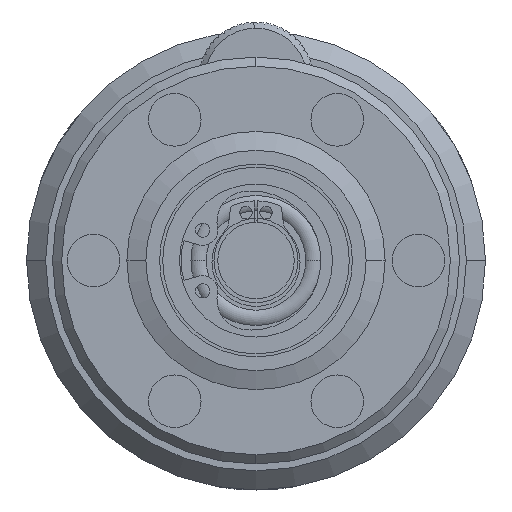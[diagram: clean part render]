
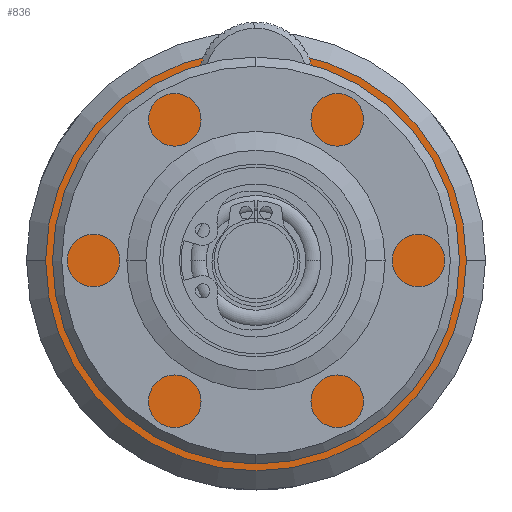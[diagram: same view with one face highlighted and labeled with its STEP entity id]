
A CAD part, front view. The second image highlights one B-rep face of the part: STEP entity #836.
In plain terms, the highlighted planar face has unit normal (0, -1, 0).
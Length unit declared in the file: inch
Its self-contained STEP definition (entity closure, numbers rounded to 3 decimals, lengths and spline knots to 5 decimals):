
#74 = VERTEX_POINT ( 'NONE', #1960 ) ;
#173 = VERTEX_POINT ( 'NONE', #1949 ) ;
#265 = VERTEX_POINT ( 'NONE', #2194 ) ;
#346 = VERTEX_POINT ( 'NONE', #2538 ) ;
#355 = VERTEX_POINT ( 'NONE', #2332 ) ;
#375 = VERTEX_POINT ( 'NONE', #2405 ) ;
#626 = FACE_BOUND ( 'NONE', #4496, .T. ) ;
#635 = FACE_OUTER_BOUND ( 'NONE', #7714, .T. ) ;
#637 = FACE_BOUND ( 'NONE', #4586, .T. ) ;
#836 = ADVANCED_FACE ( 'NONE', ( #626, #635, #637 ), #6013, .T. ) ;
#1396 = EDGE_CURVE ( 'NONE', #346, #355, #9756, .T. ) ;
#1468 = EDGE_CURVE ( 'NONE', #375, #173, #9878, .T. ) ;
#1949 = CARTESIAN_POINT ( 'NONE',  ( 0.375, 2.84618, 0. ) ) ;
#1960 = CARTESIAN_POINT ( 'NONE',  ( 0., 2.84618, 0.66 ) ) ;
#2194 = CARTESIAN_POINT ( 'NONE',  ( 0., 2.84618, 0.524 ) ) ;
#2332 = CARTESIAN_POINT ( 'NONE',  ( 0.6875, 2.84618, 0. ) ) ;
#2405 = CARTESIAN_POINT ( 'NONE',  ( -0.375, 2.84618, 0. ) ) ;
#2538 = CARTESIAN_POINT ( 'NONE',  ( -0.6875, 2.84618, 0. ) ) ;
#3180 = AXIS2_PLACEMENT_3D ( 'NONE', #9177, #9182, #9180 ) ;
#3185 = AXIS2_PLACEMENT_3D ( 'NONE', #8076, #8069, #8068 ) ;
#3248 = EDGE_CURVE ( 'NONE', #173, #375, #10388, .T. ) ;
#3257 = EDGE_CURVE ( 'NONE', #355, #346, #10409, .T. ) ;
#3287 = EDGE_CURVE ( 'NONE', #74, #265, #10476, .T. ) ;
#3334 = EDGE_CURVE ( 'NONE', #265, #74, #10573, .T. ) ;
#3678 = AXIS2_PLACEMENT_3D ( 'NONE', #11254, #9959, #10148 ) ;
#3727 = AXIS2_PLACEMENT_3D ( 'NONE', #10101, #10637, #10692 ) ;
#3769 = AXIS2_PLACEMENT_3D ( 'NONE', #11022, #5226, #5223 ) ;
#3796 = AXIS2_PLACEMENT_3D ( 'NONE', #11085, #10432, #10785 ) ;
#4030 = ORIENTED_EDGE ( 'NONE', *, *, #1468, .F. ) ;
#4496 = EDGE_LOOP ( 'NONE', ( #11920, #9313 ) ) ;
#4586 = EDGE_LOOP ( 'NONE', ( #4030, #12617 ) ) ;
#5223 = DIRECTION ( 'NONE',  ( 0., 0., -1. ) ) ;
#5226 = DIRECTION ( 'NONE',  ( 0., -1., 0. ) ) ;
#6013 = PLANE ( 'NONE',  #12569 ) ;
#6269 = DIRECTION ( 'NONE',  ( 0., -1., 0. ) ) ;
#6271 = DIRECTION ( 'NONE',  ( -1., 0., 0. ) ) ;
#6278 = CARTESIAN_POINT ( 'NONE',  ( 0., 2.84618, 0. ) ) ;
#7714 = EDGE_LOOP ( 'NONE', ( #11896, #12665 ) ) ;
#8068 = DIRECTION ( 'NONE',  ( -1., 0., 0. ) ) ;
#8069 = DIRECTION ( 'NONE',  ( 0., -1., 0. ) ) ;
#8076 = CARTESIAN_POINT ( 'NONE',  ( 0., 2.84618, 0. ) ) ;
#9177 = CARTESIAN_POINT ( 'NONE',  ( 0., 2.84618, 0. ) ) ;
#9180 = DIRECTION ( 'NONE',  ( -1., 0., 0. ) ) ;
#9182 = DIRECTION ( 'NONE',  ( 0., -1., 0. ) ) ;
#9313 = ORIENTED_EDGE ( 'NONE', *, *, #3287, .F. ) ;
#9756 = CIRCLE ( 'NONE', #3185, 0.6875 ) ;
#9878 = CIRCLE ( 'NONE', #3180, 0.375 ) ;
#9959 = DIRECTION ( 'NONE',  ( 0., -1., 0. ) ) ;
#10101 = CARTESIAN_POINT ( 'NONE',  ( 0., 2.84618, 0. ) ) ;
#10148 = DIRECTION ( 'NONE',  ( -1., 0., 0. ) ) ;
#10388 = CIRCLE ( 'NONE', #3678, 0.375 ) ;
#10409 = CIRCLE ( 'NONE', #3727, 0.6875 ) ;
#10432 = DIRECTION ( 'NONE',  ( 0., -1., 0. ) ) ;
#10476 = CIRCLE ( 'NONE', #3796, 0.068 ) ;
#10573 = CIRCLE ( 'NONE', #3769, 0.068 ) ;
#10637 = DIRECTION ( 'NONE',  ( 0., -1., 0. ) ) ;
#10692 = DIRECTION ( 'NONE',  ( -1., 0., 0. ) ) ;
#10785 = DIRECTION ( 'NONE',  ( 0., 0., -1. ) ) ;
#11022 = CARTESIAN_POINT ( 'NONE',  ( 0., 2.84618, 0.592 ) ) ;
#11085 = CARTESIAN_POINT ( 'NONE',  ( 0., 2.84618, 0.592 ) ) ;
#11254 = CARTESIAN_POINT ( 'NONE',  ( 0., 2.84618, 0. ) ) ;
#11896 = ORIENTED_EDGE ( 'NONE', *, *, #3257, .T. ) ;
#11920 = ORIENTED_EDGE ( 'NONE', *, *, #3334, .F. ) ;
#12569 = AXIS2_PLACEMENT_3D ( 'NONE', #6278, #6269, #6271 ) ;
#12617 = ORIENTED_EDGE ( 'NONE', *, *, #3248, .F. ) ;
#12665 = ORIENTED_EDGE ( 'NONE', *, *, #1396, .T. ) ;
